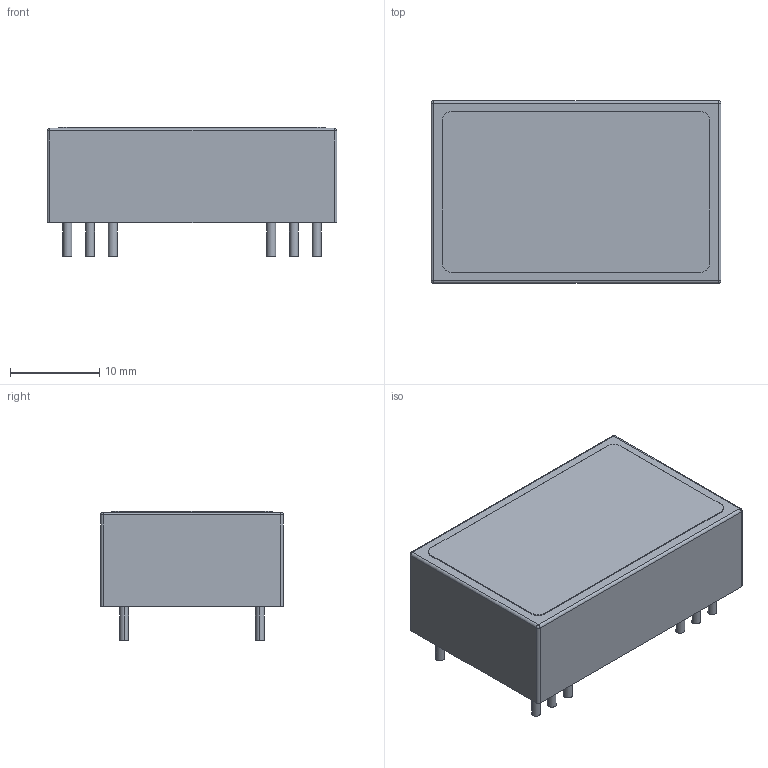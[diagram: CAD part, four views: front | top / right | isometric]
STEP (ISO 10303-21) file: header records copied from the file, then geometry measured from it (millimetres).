
FILE_DESCRIPTION((''),'2;1');
FILE_NAME('DCDC_TRACO_TVN5WI.stp','2015-02-10T10:49:32',(''),(''),'Mechanical Desktop 2011','Mechanical Desktop 2011',', , ');
FILE_SCHEMA(('AUTOMOTIVE_DESIGN { 1 2 10303 214 1 1 1 1 }'));
Length unit declared in the file: millimetre
Products named in the file (1): Product
Bounding box: 32.5 x 20.5 x 14.5 mm (x, y, z)
Volume: 7149.1 mm3; surface area: 3686.7 mm2
Topology: 14 solids, 14 shells, 76 faces, 132 edges, 84 vertices
Faces by surface type: cylinder 36, plane 36, sphere 4
Entity records: 1878 total; most frequent: DIRECTION 358, CARTESIAN_POINT 293, ORIENTED_EDGE 264, AXIS2_PLACEMENT_3D 149, EDGE_CURVE 132, VERTEX_POINT 84, EDGE_LOOP 76, FACE_OUTER_BOUND 76
